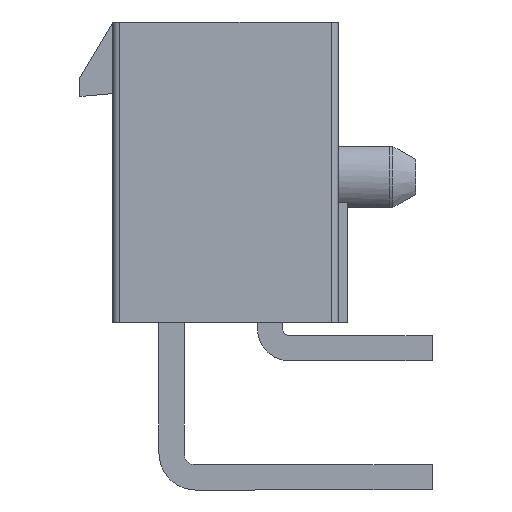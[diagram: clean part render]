
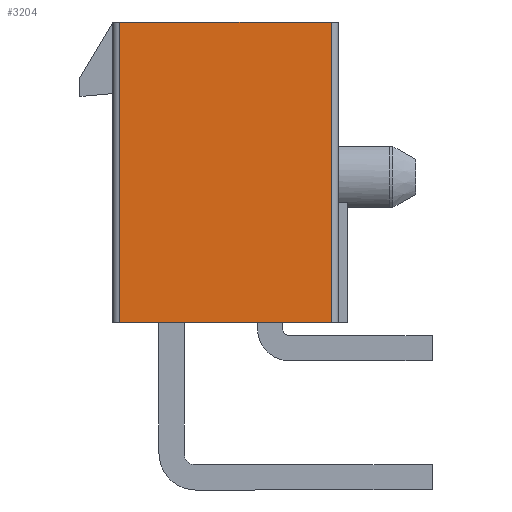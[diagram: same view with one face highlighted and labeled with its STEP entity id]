
A CAD part, left-side view. The second image highlights one B-rep face of the part: STEP entity #3204.
In plain terms, the highlighted planar face has unit normal (-1, 0, 0).
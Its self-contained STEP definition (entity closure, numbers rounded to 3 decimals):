
#12 = CARTESIAN_POINT ( 'NONE',  ( -2.7, 9.7, -12.8 ) ) ;
#126 = VECTOR ( 'NONE', #865, 1000. ) ;
#127 = ORIENTED_EDGE ( 'NONE', *, *, #1468, .T. ) ;
#141 = DIRECTION ( 'NONE',  ( 0., -1., 0. ) ) ;
#178 = CARTESIAN_POINT ( 'NONE',  ( -2.7, 0.4, -12.8 ) ) ;
#214 = DIRECTION ( 'NONE',  ( 0., 0., -1. ) ) ;
#664 = LINE ( 'NONE', #1796, #3062 ) ;
#726 = CARTESIAN_POINT ( 'NONE',  ( -2.7, 9.7, 0. ) ) ;
#865 = DIRECTION ( 'NONE',  ( 0., 1., 0. ) ) ;
#989 = CARTESIAN_POINT ( 'NONE',  ( -2.7, 0.7, -12.8 ) ) ;
#1252 = ORIENTED_EDGE ( 'NONE', *, *, #2813, .T. ) ;
#1388 = EDGE_CURVE ( 'NONE', #3359, #2260, #1506, .T. ) ;
#1468 = EDGE_CURVE ( 'NONE', #3370, #3359, #664, .T. ) ;
#1475 = ORIENTED_EDGE ( 'NONE', *, *, #2060, .T. ) ;
#1506 = LINE ( 'NONE', #2826, #126 ) ;
#1568 = LINE ( 'NONE', #178, #2745 ) ;
#1706 = PLANE ( 'NONE',  #2932 ) ;
#1796 = CARTESIAN_POINT ( 'NONE',  ( -2.7, 0.7, 0. ) ) ;
#1969 = CARTESIAN_POINT ( 'NONE',  ( -2.7, 9.7, -12.8 ) ) ;
#2010 = FACE_OUTER_BOUND ( 'NONE', #3384, .T. ) ;
#2060 = EDGE_CURVE ( 'NONE', #2260, #2419, #3634, .T. ) ;
#2260 = VERTEX_POINT ( 'NONE', #726 ) ;
#2419 = VERTEX_POINT ( 'NONE', #12 ) ;
#2521 = DIRECTION ( 'NONE',  ( 0., 0., -1. ) ) ;
#2745 = VECTOR ( 'NONE', #141, 1000. ) ;
#2785 = VECTOR ( 'NONE', #214, 1000. ) ;
#2813 = EDGE_CURVE ( 'NONE', #2419, #3370, #1568, .T. ) ;
#2824 = DIRECTION ( 'NONE',  ( 1., 0., 0. ) ) ;
#2826 = CARTESIAN_POINT ( 'NONE',  ( -2.7, 10., 0. ) ) ;
#2862 = CARTESIAN_POINT ( 'NONE',  ( -2.7, 0., 0. ) ) ;
#2882 = ORIENTED_EDGE ( 'NONE', *, *, #1388, .T. ) ;
#2932 = AXIS2_PLACEMENT_3D ( 'NONE', #2862, #2824, #2521 ) ;
#3062 = VECTOR ( 'NONE', #3648, 1000. ) ;
#3204 = ADVANCED_FACE ( 'NONE', ( #2010 ), #1706, .F. ) ;
#3359 = VERTEX_POINT ( 'NONE', #3517 ) ;
#3370 = VERTEX_POINT ( 'NONE', #989 ) ;
#3384 = EDGE_LOOP ( 'NONE', ( #1252, #127, #2882, #1475 ) ) ;
#3517 = CARTESIAN_POINT ( 'NONE',  ( -2.7, 0.7, 0. ) ) ;
#3634 = LINE ( 'NONE', #1969, #2785 ) ;
#3648 = DIRECTION ( 'NONE',  ( 0., 0., 1. ) ) ;
